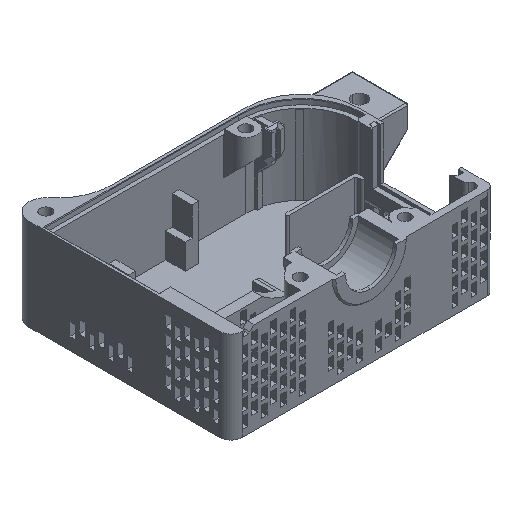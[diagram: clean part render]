
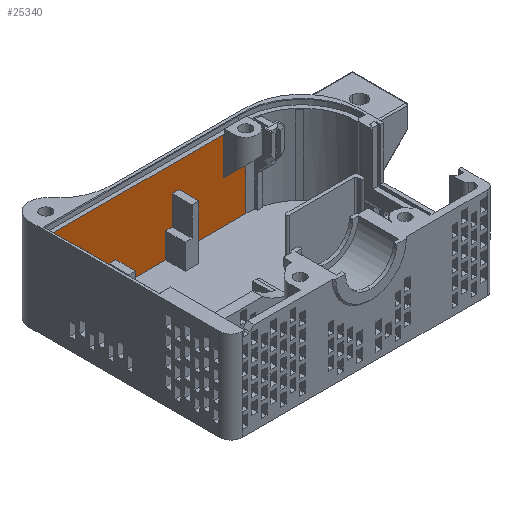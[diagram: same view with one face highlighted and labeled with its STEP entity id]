
A CAD part, isometric view. The second image highlights one B-rep face of the part: STEP entity #25340.
In plain terms, the highlighted planar face has unit normal (0, -1, 0).
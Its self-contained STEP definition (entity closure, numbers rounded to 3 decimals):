
#368 = EDGE_CURVE ( 'NONE', #1845, #11267, #8282, .T. ) ;
#404 = ORIENTED_EDGE ( 'NONE', *, *, #19971, .F. ) ;
#514 = VERTEX_POINT ( 'NONE', #29480 ) ;
#667 = EDGE_LOOP ( 'NONE', ( #10843, #8569, #23023, #35423, #15302, #3624, #9163, #13688, #34201, #28810, #15092, #404, #31195, #32448, #25490, #19162, #23662, #28451 ) ) ;
#825 = CARTESIAN_POINT ( 'NONE',  ( -6.55, 66., -30.3 ) ) ;
#1082 = DIRECTION ( 'NONE',  ( -1., 0., 0. ) ) ;
#1343 = DIRECTION ( 'NONE',  ( -1., 0., 0. ) ) ;
#1394 = CARTESIAN_POINT ( 'NONE',  ( -24.3, 66., -21.35 ) ) ;
#1463 = EDGE_CURVE ( 'NONE', #22705, #1676, #4494, .T. ) ;
#1592 = LINE ( 'NONE', #4827, #18637 ) ;
#1629 = EDGE_CURVE ( 'NONE', #14965, #9386, #27186, .T. ) ;
#1676 = VERTEX_POINT ( 'NONE', #3208 ) ;
#1845 = VERTEX_POINT ( 'NONE', #10180 ) ;
#1864 = CARTESIAN_POINT ( 'NONE',  ( -46.85, 66., 0. ) ) ;
#2436 = CARTESIAN_POINT ( 'NONE',  ( -1.75, 66., -11. ) ) ;
#2861 = VERTEX_POINT ( 'NONE', #8176 ) ;
#3208 = CARTESIAN_POINT ( 'NONE',  ( -24.3, 66., -30.3 ) ) ;
#3624 = ORIENTED_EDGE ( 'NONE', *, *, #24001, .F. ) ;
#3874 = CARTESIAN_POINT ( 'NONE',  ( 22., 66., -15.3 ) ) ;
#3889 = DIRECTION ( 'NONE',  ( 0., 0., -1. ) ) ;
#4494 = LINE ( 'NONE', #6844, #14394 ) ;
#4756 = LINE ( 'NONE', #15402, #8190 ) ;
#4827 = CARTESIAN_POINT ( 'NONE',  ( 0., 66., -11. ) ) ;
#4915 = VECTOR ( 'NONE', #21099, 1000. ) ;
#5142 = VERTEX_POINT ( 'NONE', #29146 ) ;
#5432 = VERTEX_POINT ( 'NONE', #19386 ) ;
#5478 = AXIS2_PLACEMENT_3D ( 'NONE', #34484, #23664, #7434 ) ;
#6771 = LINE ( 'NONE', #17415, #18663 ) ;
#6844 = CARTESIAN_POINT ( 'NONE',  ( 0., 66., -30.3 ) ) ;
#6941 = EDGE_CURVE ( 'NONE', #2861, #8771, #33114, .T. ) ;
#7003 = EDGE_CURVE ( 'NONE', #14965, #1845, #18447, .T. ) ;
#7136 = VERTEX_POINT ( 'NONE', #34851 ) ;
#7358 = DIRECTION ( 'NONE',  ( 0., 0., -1. ) ) ;
#7434 = DIRECTION ( 'NONE',  ( 0., 0., -1. ) ) ;
#7435 = VECTOR ( 'NONE', #16931, 1000. ) ;
#7479 = VERTEX_POINT ( 'NONE', #2436 ) ;
#7780 = FACE_OUTER_BOUND ( 'NONE', #667, .T. ) ;
#7913 = VECTOR ( 'NONE', #18462, 1000. ) ;
#7948 = EDGE_CURVE ( 'NONE', #7136, #5142, #35037, .T. ) ;
#8073 = EDGE_CURVE ( 'NONE', #1676, #35350, #33037, .T. ) ;
#8176 = CARTESIAN_POINT ( 'NONE',  ( 22., 66., -30.3 ) ) ;
#8190 = VECTOR ( 'NONE', #18107, 1000. ) ;
#8282 = LINE ( 'NONE', #27554, #7435 ) ;
#8569 = ORIENTED_EDGE ( 'NONE', *, *, #7003, .F. ) ;
#8771 = VERTEX_POINT ( 'NONE', #9644 ) ;
#9163 = ORIENTED_EDGE ( 'NONE', *, *, #13110, .F. ) ;
#9386 = VERTEX_POINT ( 'NONE', #29515 ) ;
#9644 = CARTESIAN_POINT ( 'NONE',  ( -1.75, 66., -30.3 ) ) ;
#9647 = VECTOR ( 'NONE', #19826, 1000. ) ;
#9720 = VECTOR ( 'NONE', #19038, 1000. ) ;
#9810 = CARTESIAN_POINT ( 'NONE',  ( 0., 66., -30.3 ) ) ;
#10112 = CARTESIAN_POINT ( 'NONE',  ( 0., 66., -15.3 ) ) ;
#10180 = CARTESIAN_POINT ( 'NONE',  ( -46.85, 66., -1.9 ) ) ;
#10422 = EDGE_CURVE ( 'NONE', #514, #7479, #1592, .T. ) ;
#10756 = CARTESIAN_POINT ( 'NONE',  ( 0., 66., -21.35 ) ) ;
#10843 = ORIENTED_EDGE ( 'NONE', *, *, #368, .F. ) ;
#11267 = VERTEX_POINT ( 'NONE', #32312 ) ;
#11697 = CARTESIAN_POINT ( 'NONE',  ( -46.85, 66., -21.35 ) ) ;
#12036 = LINE ( 'NONE', #14565, #19083 ) ;
#12956 = CARTESIAN_POINT ( 'NONE',  ( -4.15, 66., 0. ) ) ;
#13110 = EDGE_CURVE ( 'NONE', #35350, #5432, #32506, .T. ) ;
#13688 = ORIENTED_EDGE ( 'NONE', *, *, #8073, .F. ) ;
#14127 = EDGE_CURVE ( 'NONE', #25974, #28351, #14171, .T. ) ;
#14171 = LINE ( 'NONE', #10756, #9720 ) ;
#14394 = VECTOR ( 'NONE', #1082, 1000. ) ;
#14565 = CARTESIAN_POINT ( 'NONE',  ( 22., 66., -15.3 ) ) ;
#14965 = VERTEX_POINT ( 'NONE', #11697 ) ;
#15092 = ORIENTED_EDGE ( 'NONE', *, *, #14127, .F. ) ;
#15302 = ORIENTED_EDGE ( 'NONE', *, *, #7948, .F. ) ;
#15402 = CARTESIAN_POINT ( 'NONE',  ( -44.45, 66., 0. ) ) ;
#15646 = VECTOR ( 'NONE', #7358, 1000. ) ;
#15746 = DIRECTION ( 'NONE',  ( 0., 0., 1. ) ) ;
#16483 = VECTOR ( 'NONE', #28433, 1000. ) ;
#16632 = CARTESIAN_POINT ( 'NONE',  ( -24.3, 66., 0. ) ) ;
#16776 = LINE ( 'NONE', #27758, #9647 ) ;
#16931 = DIRECTION ( 'NONE',  ( 1., 0., 0. ) ) ;
#17261 = DIRECTION ( 'NONE',  ( 0., 0., -1. ) ) ;
#17347 = EDGE_CURVE ( 'NONE', #28351, #22705, #17841, .T. ) ;
#17415 = CARTESIAN_POINT ( 'NONE',  ( -26.7, 66., 0. ) ) ;
#17698 = EDGE_CURVE ( 'NONE', #18234, #2861, #12036, .T. ) ;
#17841 = LINE ( 'NONE', #26299, #24230 ) ;
#18107 = DIRECTION ( 'NONE',  ( 0., 0., -1. ) ) ;
#18234 = VERTEX_POINT ( 'NONE', #3874 ) ;
#18447 = LINE ( 'NONE', #1864, #21393 ) ;
#18462 = DIRECTION ( 'NONE',  ( -1., 0., 0. ) ) ;
#18637 = VECTOR ( 'NONE', #20878, 1000. ) ;
#18663 = VECTOR ( 'NONE', #3889, 1000. ) ;
#18802 = DIRECTION ( 'NONE',  ( 0., 0., 1. ) ) ;
#19038 = DIRECTION ( 'NONE',  ( -1., 0., 0. ) ) ;
#19082 = CARTESIAN_POINT ( 'NONE',  ( 0., 66., -21.35 ) ) ;
#19083 = VECTOR ( 'NONE', #17261, 1000. ) ;
#19162 = ORIENTED_EDGE ( 'NONE', *, *, #17698, .F. ) ;
#19386 = CARTESIAN_POINT ( 'NONE',  ( -26.7, 66., -21.35 ) ) ;
#19416 = DIRECTION ( 'NONE',  ( -1., 0., 0. ) ) ;
#19826 = DIRECTION ( 'NONE',  ( 0., 0., -1. ) ) ;
#19971 = EDGE_CURVE ( 'NONE', #514, #25974, #29530, .T. ) ;
#20324 = CARTESIAN_POINT ( 'NONE',  ( 14., 66., 0. ) ) ;
#20418 = CARTESIAN_POINT ( 'NONE',  ( 14., 66., -15.3 ) ) ;
#20878 = DIRECTION ( 'NONE',  ( 1., 0., 0. ) ) ;
#21099 = DIRECTION ( 'NONE',  ( -1., 0., 0. ) ) ;
#21393 = VECTOR ( 'NONE', #15746, 1000. ) ;
#21574 = EDGE_CURVE ( 'NONE', #9386, #5142, #4756, .T. ) ;
#22705 = VERTEX_POINT ( 'NONE', #825 ) ;
#23023 = ORIENTED_EDGE ( 'NONE', *, *, #1629, .T. ) ;
#23038 = VECTOR ( 'NONE', #32250, 1000. ) ;
#23662 = ORIENTED_EDGE ( 'NONE', *, *, #25752, .T. ) ;
#23664 = DIRECTION ( 'NONE',  ( 0., 1., 0. ) ) ;
#23842 = PLANE ( 'NONE',  #5478 ) ;
#23867 = CARTESIAN_POINT ( 'NONE',  ( 0., 66., -21.35 ) ) ;
#24001 = EDGE_CURVE ( 'NONE', #5432, #7136, #6771, .T. ) ;
#24230 = VECTOR ( 'NONE', #34602, 1000. ) ;
#25340 = ADVANCED_FACE ( 'NONE', ( #7780 ), #23842, .F. ) ;
#25490 = ORIENTED_EDGE ( 'NONE', *, *, #6941, .F. ) ;
#25752 = EDGE_CURVE ( 'NONE', #18234, #33143, #34807, .T. ) ;
#25974 = VERTEX_POINT ( 'NONE', #31342 ) ;
#26299 = CARTESIAN_POINT ( 'NONE',  ( -6.55, 66., 0. ) ) ;
#27186 = LINE ( 'NONE', #19082, #23038 ) ;
#27554 = CARTESIAN_POINT ( 'NONE',  ( 0., 66., -1.9 ) ) ;
#27700 = CARTESIAN_POINT ( 'NONE',  ( 0., 66., -30.3 ) ) ;
#27758 = CARTESIAN_POINT ( 'NONE',  ( -1.75, 66., 0. ) ) ;
#28351 = VERTEX_POINT ( 'NONE', #29495 ) ;
#28433 = DIRECTION ( 'NONE',  ( 0., 0., -1. ) ) ;
#28451 = ORIENTED_EDGE ( 'NONE', *, *, #29131, .F. ) ;
#28810 = ORIENTED_EDGE ( 'NONE', *, *, #17347, .F. ) ;
#29131 = EDGE_CURVE ( 'NONE', #11267, #33143, #31503, .T. ) ;
#29146 = CARTESIAN_POINT ( 'NONE',  ( -44.45, 66., -30.3 ) ) ;
#29480 = CARTESIAN_POINT ( 'NONE',  ( -4.15, 66., -11. ) ) ;
#29495 = CARTESIAN_POINT ( 'NONE',  ( -6.55, 66., -21.35 ) ) ;
#29515 = CARTESIAN_POINT ( 'NONE',  ( -44.45, 66., -21.35 ) ) ;
#29530 = LINE ( 'NONE', #12956, #15646 ) ;
#30809 = EDGE_CURVE ( 'NONE', #7479, #8771, #16776, .T. ) ;
#31165 = VECTOR ( 'NONE', #19416, 1000. ) ;
#31195 = ORIENTED_EDGE ( 'NONE', *, *, #10422, .T. ) ;
#31342 = CARTESIAN_POINT ( 'NONE',  ( -4.15, 66., -21.35 ) ) ;
#31503 = LINE ( 'NONE', #20324, #16483 ) ;
#32250 = DIRECTION ( 'NONE',  ( 1., 0., 0. ) ) ;
#32312 = CARTESIAN_POINT ( 'NONE',  ( 14., 66., -1.9 ) ) ;
#32448 = ORIENTED_EDGE ( 'NONE', *, *, #30809, .T. ) ;
#32506 = LINE ( 'NONE', #23867, #7913 ) ;
#33037 = LINE ( 'NONE', #16632, #34082 ) ;
#33114 = LINE ( 'NONE', #27700, #31165 ) ;
#33143 = VERTEX_POINT ( 'NONE', #20418 ) ;
#34082 = VECTOR ( 'NONE', #18802, 1000. ) ;
#34201 = ORIENTED_EDGE ( 'NONE', *, *, #1463, .F. ) ;
#34484 = CARTESIAN_POINT ( 'NONE',  ( 0., 66., 0. ) ) ;
#34602 = DIRECTION ( 'NONE',  ( 0., 0., -1. ) ) ;
#34807 = LINE ( 'NONE', #10112, #4915 ) ;
#34851 = CARTESIAN_POINT ( 'NONE',  ( -26.7, 66., -30.3 ) ) ;
#35037 = LINE ( 'NONE', #9810, #35238 ) ;
#35238 = VECTOR ( 'NONE', #1343, 1000. ) ;
#35350 = VERTEX_POINT ( 'NONE', #1394 ) ;
#35423 = ORIENTED_EDGE ( 'NONE', *, *, #21574, .T. ) ;
